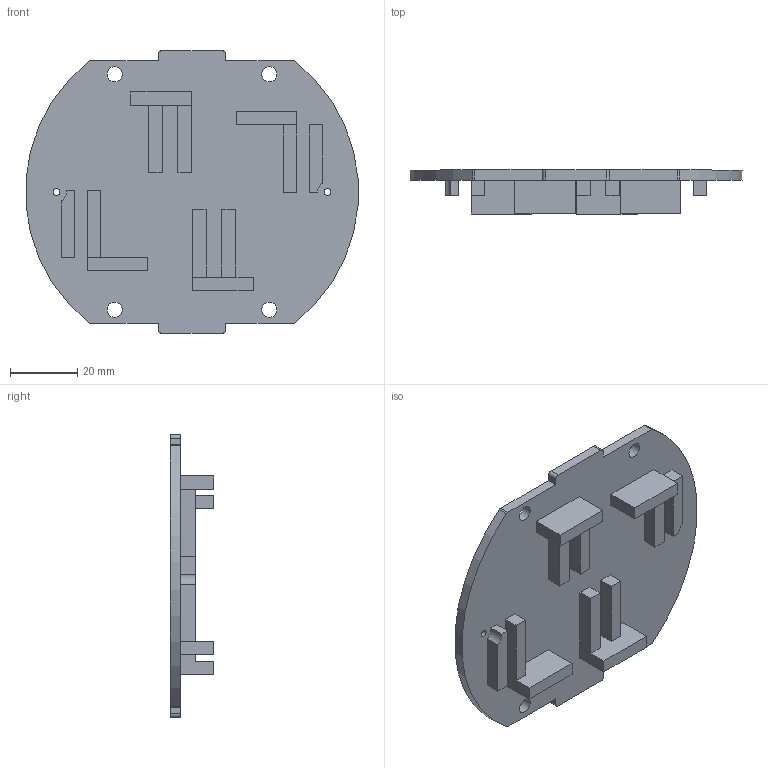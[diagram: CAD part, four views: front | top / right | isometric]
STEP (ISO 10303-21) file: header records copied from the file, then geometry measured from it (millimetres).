
FILE_DESCRIPTION(/* description */ (''),/* implementation_level */ '2;1');
FILE_NAME(/* name */ 'fee5af80-cfce-4af4-bfbf-86106f51e8ad.stp',/* time_stamp */ '2017-09-04T07:49:20+00:00',/* author */ (''),/* organization */ (''),/* preprocessor_version */ 'ST-DEVELOPER v16.13',/* originating_system */ 'Autodesk Translation Framework v6.1.1.50',/* authorisation */ '');
FILE_SCHEMA (('AUTOMOTIVE_DESIGN { 1 0 10303 214 3 1 1 }'));
Length unit declared in the file: millimetre
Products named in the file (1): MX28_topbase v7
Bounding box: 98.67 x 13 x 84 mm (x, y, z)
Volume: 26348.4 mm3; surface area: 18152.7 mm2
Topology: 1 solids, 1 shells, 80 faces, 217 edges, 145 vertices
Faces by surface type: plane 62, cylinder 18
Full cylindrical faces by diameter (mm): 2 x2, 4.496 x4
Entity records: 2526 total; most frequent: CARTESIAN_POINT 435, ORIENTED_EDGE 420, DIRECTION 408, EDGE_CURVE 210, LINE 174, VECTOR 174, VERTEX_POINT 144, AXIS2_PLACEMENT_3D 117
